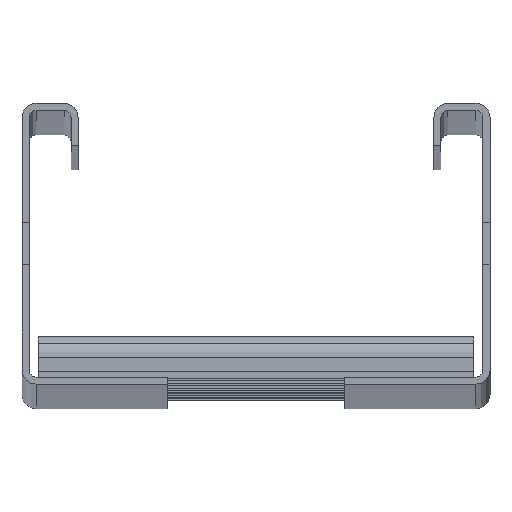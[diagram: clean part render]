
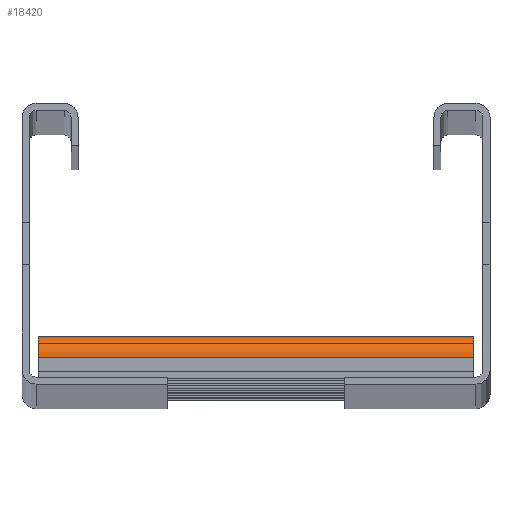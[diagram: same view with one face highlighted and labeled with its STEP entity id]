
A CAD part, top view. The second image highlights one B-rep face of the part: STEP entity #18420.
In plain terms, the highlighted cylindrical face has radius 4.5 mm (diameter 9 mm), a partial arc.
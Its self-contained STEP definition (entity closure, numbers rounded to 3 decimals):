
#5487=DIRECTION('',(1.,0.,0.));
#5488=VECTOR('',#5487,93.);
#5489=CARTESIAN_POINT('',(-46.5,-24.,1367.5));
#5490=LINE('',#5489,#5488);
#5542=CARTESIAN_POINT('',(-46.5,-24.,1363.));
#5543=DIRECTION('',(1.,0.,0.));
#5544=DIRECTION('',(0.,0.,-1.));
#5545=AXIS2_PLACEMENT_3D('',#5542,#5543,#5544);
#5559=CARTESIAN_POINT('',(46.5,-24.,1363.));
#5560=DIRECTION('',(1.,0.,0.));
#5561=DIRECTION('',(0.,0.,-1.));
#5562=AXIS2_PLACEMENT_3D('',#5559,#5560,#5561);
#5615=DIRECTION('',(1.,0.,0.));
#5616=VECTOR('',#5615,93.);
#5617=CARTESIAN_POINT('',(-46.5,-24.,1358.5));
#5618=LINE('',#5617,#5616);
#11429=CARTESIAN_POINT('',(-46.5,-24.,1358.5));
#11430=VERTEX_POINT('',#11429);
#11431=CARTESIAN_POINT('',(-46.5,-24.,1367.5));
#11432=VERTEX_POINT('',#11431);
#11449=CARTESIAN_POINT('',(46.5,-24.,1358.5));
#11450=VERTEX_POINT('',#11449);
#11451=CARTESIAN_POINT('',(46.5,-24.,1367.5));
#11452=VERTEX_POINT('',#11451);
#18408=CARTESIAN_POINT('',(-46.5,-24.,1363.));
#18409=DIRECTION('',(1.,0.,0.));
#18410=DIRECTION('',(0.,0.,-1.));
#18411=AXIS2_PLACEMENT_3D('',#18408,#18409,#18410);
#18412=CYLINDRICAL_SURFACE('',#18411,4.5);
#18413=ORIENTED_EDGE('',*,*,#18351,.F.);
#18415=ORIENTED_EDGE('',*,*,#18414,.T.);
#18416=ORIENTED_EDGE('',*,*,#18380,.T.);
#18417=ORIENTED_EDGE('',*,*,#18312,.F.);
#18418=EDGE_LOOP('',(#18413,#18415,#18416,#18417));
#18419=FACE_OUTER_BOUND('',#18418,.F.);
#18420=ADVANCED_FACE('',(#18419),#18412,.T.);
#5546=CIRCLE('',#5545,4.5);
#5563=CIRCLE('',#5562,4.5);
#18312=EDGE_CURVE('',#11432,#11452,#5490,.T.);
#18351=EDGE_CURVE('',#11430,#11432,#5546,.T.);
#18380=EDGE_CURVE('',#11450,#11452,#5563,.T.);
#18414=EDGE_CURVE('',#11430,#11450,#5618,.T.);
